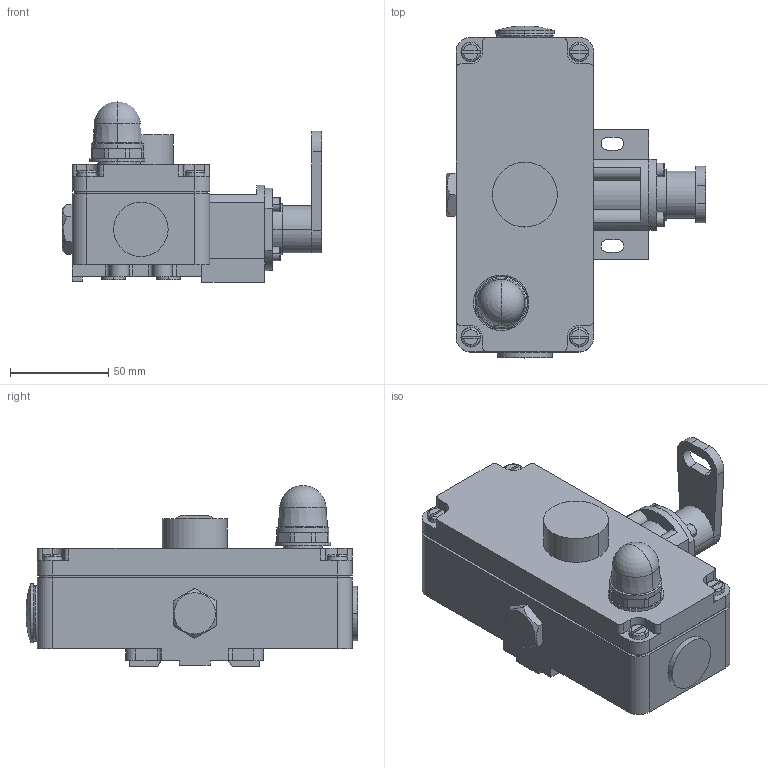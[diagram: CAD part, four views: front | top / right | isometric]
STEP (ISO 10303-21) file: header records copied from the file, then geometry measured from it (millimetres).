
FILE_DESCRIPTION(('STEP AP214'),'1');
FILE_NAME('cctmp_02C5F906-D85D-4F64-8A83-7CB92BE74AF6_2023_07_21_12_44_06_0291..stp','2023-07-21T10:44:06',('SIEMENS A&D'),('CADClick - www.CADClick.com'),'Spatial InterOp 3D postprocessed',' ','unknown authorization');
FILE_SCHEMA(('AUTOMOTIVE_DESIGN'));
Length unit declared in the file: millimetre
Products named in the file (1): 2023_07_21_12_44_06_0282
Bounding box: 132 x 168.78 x 92 mm (x, y, z)
Volume: 683109.5 mm3; surface area: 72293.4 mm2
Topology: 1 solids, 4 shells, 340 faces, 879 edges, 573 vertices
Faces by surface type: plane 184, cylinder 106, torus 32, cone 14, sphere 4
Entity records: 11768 total; most frequent: CARTESIAN_POINT 2113, DIRECTION 1870, ORIENTED_EDGE 1754, EDGE_CURVE 877, AXIS2_PLACEMENT_3D 678, VERTEX_POINT 573, LINE 514, VECTOR 514
